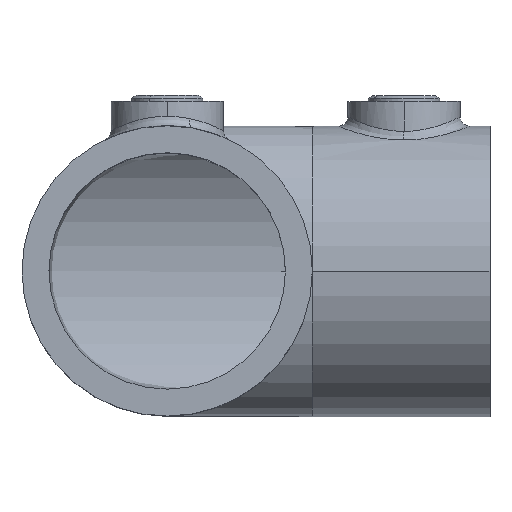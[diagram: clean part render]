
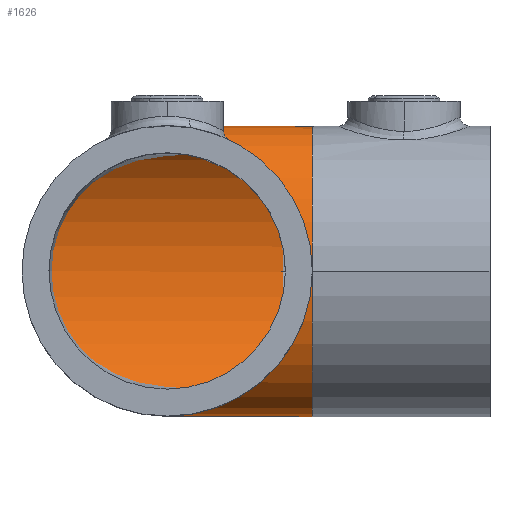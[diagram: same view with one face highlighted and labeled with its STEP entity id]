
A CAD part, top view. The second image highlights one B-rep face of the part: STEP entity #1626.
In plain terms, the highlighted toroidal (fillet/blend) face has major radius 30.4 mm and minor radius 30.4 mm.
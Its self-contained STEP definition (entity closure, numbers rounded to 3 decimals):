
#278 = CIRCLE ( 'NONE', #1742, 30.4 ) ;
#321 = ORIENTED_EDGE ( 'NONE', *, *, #2059, .T. ) ;
#342 = CIRCLE ( 'NONE', #1885, 30.4 ) ;
#374 = AXIS2_PLACEMENT_3D ( 'NONE', #1333, #1308, #1344 ) ;
#378 = CIRCLE ( 'NONE', #2039, 30.4 ) ;
#423 = ORIENTED_EDGE ( 'NONE', *, *, #2169, .F. ) ;
#482 = VERTEX_POINT ( 'NONE', #2462 ) ;
#522 = ORIENTED_EDGE ( 'NONE', *, *, #1603, .T. ) ;
#616 = CARTESIAN_POINT ( 'NONE',  ( -37.2, 0., -30.4 ) ) ;
#638 = AXIS2_PLACEMENT_3D ( 'NONE', #1281, #1284, #1298 ) ;
#823 = ORIENTED_EDGE ( 'NONE', *, *, #1930, .F. ) ;
#946 = FACE_OUTER_BOUND ( 'NONE', #1043, .T. ) ;
#952 = TOROIDAL_SURFACE ( 'NONE', #374, 30.4, 30.4 ) ;
#954 = CIRCLE ( 'NONE', #638, 30.4 ) ;
#1006 = CARTESIAN_POINT ( 'NONE',  ( -37.2, 0., 30.4 ) ) ;
#1043 = EDGE_LOOP ( 'NONE', ( #823, #321, #522, #423 ) ) ;
#1281 = CARTESIAN_POINT ( 'NONE',  ( -67.6, 0., 30.4 ) ) ;
#1284 = DIRECTION ( 'NONE',  ( 0., 0., -1. ) ) ;
#1285 = VERTEX_POINT ( 'NONE', #1006 ) ;
#1298 = DIRECTION ( 'NONE',  ( -1., 0., 0. ) ) ;
#1308 = DIRECTION ( 'NONE',  ( 0., 1., 0. ) ) ;
#1333 = CARTESIAN_POINT ( 'NONE',  ( -37.2, 0., 30.4 ) ) ;
#1344 = DIRECTION ( 'NONE',  ( 0., 0., 1. ) ) ;
#1538 = CARTESIAN_POINT ( 'NONE',  ( -37.2, 0., 0. ) ) ;
#1542 = DIRECTION ( 'NONE',  ( 1., 0., 0. ) ) ;
#1547 = DIRECTION ( 'NONE',  ( 0., 0., -1. ) ) ;
#1603 = EDGE_CURVE ( 'NONE', #482, #1285, #954, .T. ) ;
#1626 = ADVANCED_FACE ( 'NONE', ( #946 ), #952, .T. ) ;
#1742 = AXIS2_PLACEMENT_3D ( 'NONE', #1889, #1892, #1898 ) ;
#1750 = CARTESIAN_POINT ( 'NONE',  ( -67.6, 0., 30.4 ) ) ;
#1753 = DIRECTION ( 'NONE',  ( 0., 0., -1. ) ) ;
#1758 = DIRECTION ( 'NONE',  ( -1., 0., 0. ) ) ;
#1885 = AXIS2_PLACEMENT_3D ( 'NONE', #1750, #1753, #1758 ) ;
#1889 = CARTESIAN_POINT ( 'NONE',  ( -37.2, 0., 0. ) ) ;
#1892 = DIRECTION ( 'NONE',  ( 1., 0., 0. ) ) ;
#1898 = DIRECTION ( 'NONE',  ( 0., 0., -1. ) ) ;
#1930 = EDGE_CURVE ( 'NONE', #1285, #2465, #378, .T. ) ;
#2039 = AXIS2_PLACEMENT_3D ( 'NONE', #1538, #1542, #1547 ) ;
#2059 = EDGE_CURVE ( 'NONE', #1285, #482, #342, .T. ) ;
#2169 = EDGE_CURVE ( 'NONE', #2465, #1285, #278, .T. ) ;
#2462 = CARTESIAN_POINT ( 'NONE',  ( -98., 0., 30.4 ) ) ;
#2465 = VERTEX_POINT ( 'NONE', #616 ) ;
